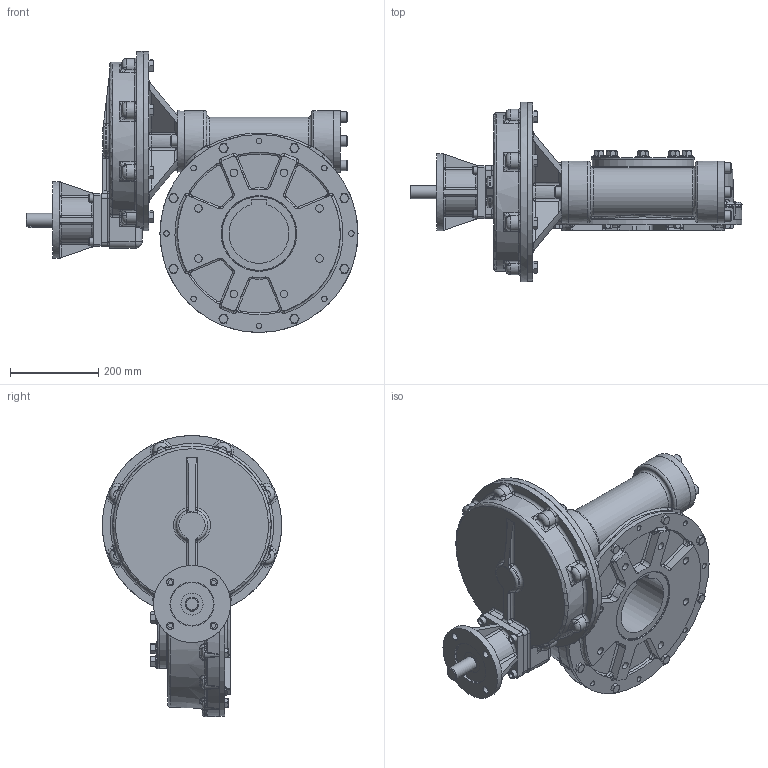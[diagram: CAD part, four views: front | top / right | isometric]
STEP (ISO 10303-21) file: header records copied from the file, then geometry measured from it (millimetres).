
FILE_DESCRIPTION(/* description */ ('Unknown'),/* implementation_level */ '2;1');
FILE_NAME(/* name */ 'PUB-MTW7IRL-F14-F30',/* time_stamp */ '2015-12-09T13:16:59+00:00',/* author */ ('Unknown'),/* organization */ ('Unknown'),/* preprocessor_version */ 'ST-DEVELOPER v16',/* originating_system */ 'DEX',/* authorisation */ $);
FILE_SCHEMA (('AUTOMOTIVE_DESIGN {1 0 10303 214 3 1 1}'));
Products named in the file (1): PUB-MTW7IRL-F14-F30
Bounding box: 754.5 x 408 x 638.63 mm (x, y, z)
Surface area: 1370262.6 mm2 (no closed solid volume)
Topology: 0 solids, 59 shells, 1279 faces, 3313 edges, 1962 vertices
Faces by surface type: plane 398, cylinder 252, bspline 225, cone 187, torus 173, sphere 44
Full cylindrical faces by diameter (mm): 12.5 x8, 16.5 x4, 17.294 x8, 18 x4, 24 x8, 30 x1, 32 x8, 100 x1, 140 x2, 170 x1, 175 x1, 230 x1, 230.25 x1, 235 x1, 408 x1, 450 x1
Entity records: 65570 total; most frequent: CARTESIAN_POINT 36381, ORIENTED_EDGE 5762, DIRECTION 5466, EDGE_CURVE 3116, AXIS2_PLACEMENT_3D 2315, VERTEX_POINT 1941, EDGE_LOOP 1462, FACE_BOUND 1462
